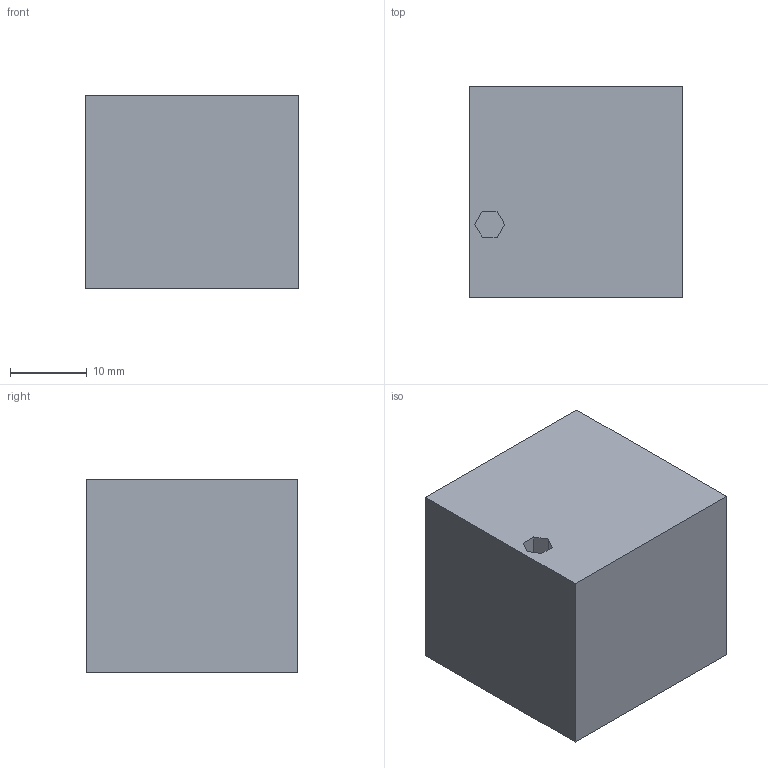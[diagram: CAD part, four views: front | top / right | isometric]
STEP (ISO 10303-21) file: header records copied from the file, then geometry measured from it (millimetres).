
FILE_DESCRIPTION(('Open CASCADE Model'),'2;1');
FILE_NAME('Open CASCADE Shape Model','2025-09-23T13:04:05',('Author'),( 'Open CASCADE'),'Open CASCADE STEP processor 7.5','Open CASCADE 7.5' ,'Unknown');
FILE_SCHEMA(('AUTOMOTIVE_DESIGN { 1 0 10303 214 1 1 1 1 }'));
Length unit declared in the file: millimetre
Products named in the file (128): MainSolid; SOLID; lettering_1; FACE
Assembly tree (100 placements, depth 2):
  MainSolid
    SOLID
  lettering_1
    FACE
  lettering_1
    FACE
  lettering_1
    FACE
  lettering_1
    FACE
Bounding box: 27.97 x 27.64 x 25.35 mm (x, y, z)
Volume: 19499.3 mm3; surface area: 20270.8 mm2
Topology: 1 solids, 100 shells, 126 faces, 558 edges, 536 vertices
Faces by surface type: plane 126
Entity records: 5910 total; most frequent: CARTESIAN_POINT 857, DIRECTION 708, LINE 398, VECTOR 398, ORIENTED_EDGE 264, PCURVE 264, DEFINITIONAL_REPRESENTATION 264, PRODUCT_DEFINITION_SHAPE 228
